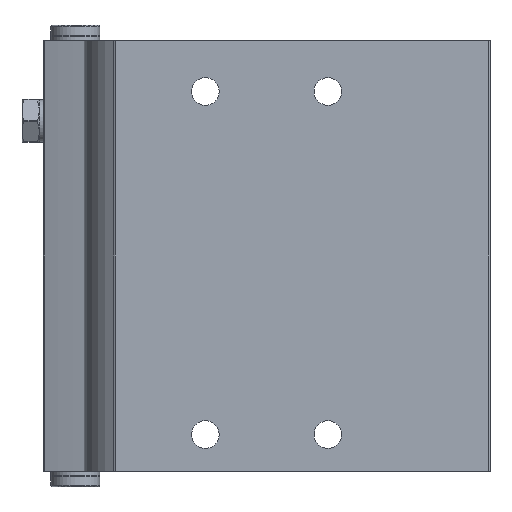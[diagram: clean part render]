
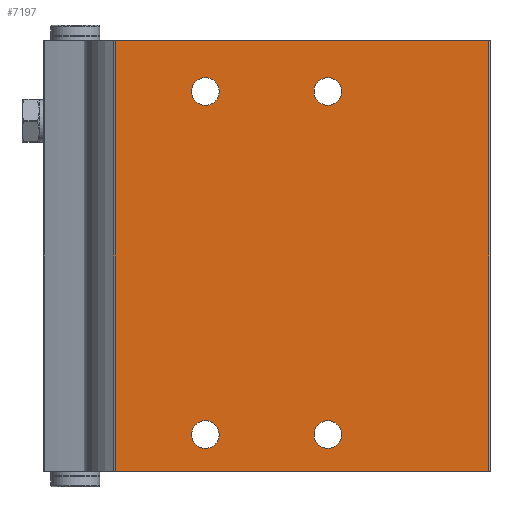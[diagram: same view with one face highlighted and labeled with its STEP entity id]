
A CAD part, front view. The second image highlights one B-rep face of the part: STEP entity #7197.
In plain terms, the highlighted planar face has unit normal (0, -1, 0).
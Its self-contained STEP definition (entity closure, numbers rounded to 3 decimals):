
#533=LINE('',#12166,#1079);
#534=LINE('',#12176,#1080);
#535=LINE('',#12178,#1081);
#536=LINE('',#12180,#1082);
#1079=VECTOR('',#9274,1000.);
#1080=VECTOR('',#9285,1000.);
#1081=VECTOR('',#9286,1000.);
#1082=VECTOR('',#9287,1000.);
#1778=ORIENTED_EDGE('',*,*,#3665,.F.);
#1779=ORIENTED_EDGE('',*,*,#3666,.F.);
#1780=ORIENTED_EDGE('',*,*,#3667,.F.);
#1781=ORIENTED_EDGE('',*,*,#3668,.F.);
#1782=ORIENTED_EDGE('',*,*,#3669,.F.);
#1783=ORIENTED_EDGE('',*,*,#3664,.F.);
#1784=ORIENTED_EDGE('',*,*,#3670,.T.);
#1785=ORIENTED_EDGE('',*,*,#3671,.T.);
#3664=EDGE_CURVE('',#4612,#4611,#533,.T.);
#3665=EDGE_CURVE('',#4613,#4613,#5127,.T.);
#3666=EDGE_CURVE('',#4614,#4614,#5128,.T.);
#3667=EDGE_CURVE('',#4615,#4615,#5129,.T.);
#3668=EDGE_CURVE('',#4616,#4616,#5130,.T.);
#3669=EDGE_CURVE('',#4611,#4617,#534,.T.);
#3670=EDGE_CURVE('',#4612,#4618,#535,.T.);
#3671=EDGE_CURVE('',#4618,#4617,#536,.T.);
#4611=VERTEX_POINT('',#12163);
#4612=VERTEX_POINT('',#12165);
#4613=VERTEX_POINT('',#12169);
#4614=VERTEX_POINT('',#12171);
#4615=VERTEX_POINT('',#12173);
#4616=VERTEX_POINT('',#12175);
#4617=VERTEX_POINT('',#12177);
#4618=VERTEX_POINT('',#12179);
#5127=CIRCLE('',#8187,2.25);
#5128=CIRCLE('',#8188,2.25);
#5129=CIRCLE('',#8189,2.25);
#5130=CIRCLE('',#8190,2.25);
#5483=EDGE_LOOP('',(#1778));
#5484=EDGE_LOOP('',(#1779));
#5485=EDGE_LOOP('',(#1780));
#5486=EDGE_LOOP('',(#1781));
#5487=EDGE_LOOP('',(#1782,#1783,#1784,#1785));
#6251=FACE_BOUND('',#5483,.T.);
#6252=FACE_BOUND('',#5484,.T.);
#6253=FACE_BOUND('',#5485,.T.);
#6254=FACE_BOUND('',#5486,.T.);
#6255=FACE_BOUND('',#5487,.T.);
#6924=PLANE('',#8186);
#7197=ADVANCED_FACE('',(#6251,#6252,#6253,#6254,#6255),#6924,.T.);
#8186=AXIS2_PLACEMENT_3D('',#12167,#9275,#9276);
#8187=AXIS2_PLACEMENT_3D('',#12168,#9277,#9278);
#8188=AXIS2_PLACEMENT_3D('',#12170,#9279,#9280);
#8189=AXIS2_PLACEMENT_3D('',#12172,#9281,#9282);
#8190=AXIS2_PLACEMENT_3D('',#12174,#9283,#9284);
#9274=DIRECTION('',(0.,0.,1.));
#9275=DIRECTION('',(0.,-1.,0.));
#9276=DIRECTION('',(0.,0.,-1.));
#9277=DIRECTION('',(0.,-1.,0.));
#9278=DIRECTION('',(0.,0.,-1.));
#9279=DIRECTION('',(0.,-1.,0.));
#9280=DIRECTION('',(0.,0.,-1.));
#9281=DIRECTION('',(0.,-1.,0.));
#9282=DIRECTION('',(0.,0.,-1.));
#9283=DIRECTION('',(0.,-1.,0.));
#9284=DIRECTION('',(0.,0.,-1.));
#9285=DIRECTION('',(1.,0.,0.));
#9286=DIRECTION('',(1.,0.,0.));
#9287=DIRECTION('',(0.,0.,1.));
#12163=CARTESIAN_POINT('',(-36.27,0.,0.));
#12165=CARTESIAN_POINT('',(-36.27,0.,-70.3));
#12166=CARTESIAN_POINT('',(-36.27,0.,-70.3));
#12167=CARTESIAN_POINT('',(-36.27,0.,-70.3));
#12168=CARTESIAN_POINT('',(-10.,0.,-62.));
#12169=CARTESIAN_POINT('',(-10.,0.,-64.25));
#12170=CARTESIAN_POINT('',(-10.,0.,-6.));
#12171=CARTESIAN_POINT('',(-10.,0.,-8.25));
#12172=CARTESIAN_POINT('',(10.,0.,-62.));
#12173=CARTESIAN_POINT('',(10.,0.,-64.25));
#12174=CARTESIAN_POINT('',(10.,0.,-6.));
#12175=CARTESIAN_POINT('',(10.,0.,-8.25));
#12176=CARTESIAN_POINT('',(-36.27,0.,0.));
#12177=CARTESIAN_POINT('',(24.73,0.,0.));
#12178=CARTESIAN_POINT('',(-36.27,0.,-70.3));
#12179=CARTESIAN_POINT('',(24.73,0.,-70.3));
#12180=CARTESIAN_POINT('',(24.73,0.,-70.3));
